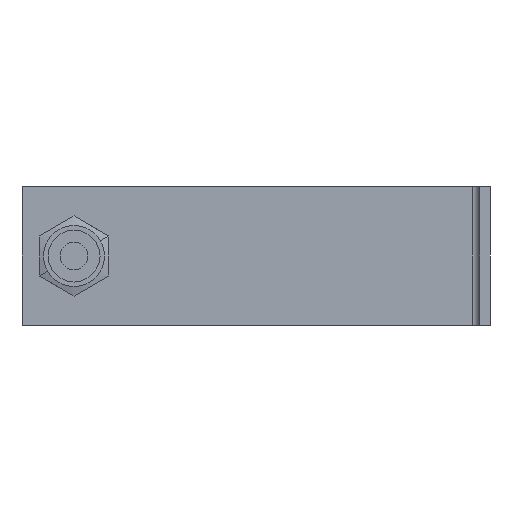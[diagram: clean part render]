
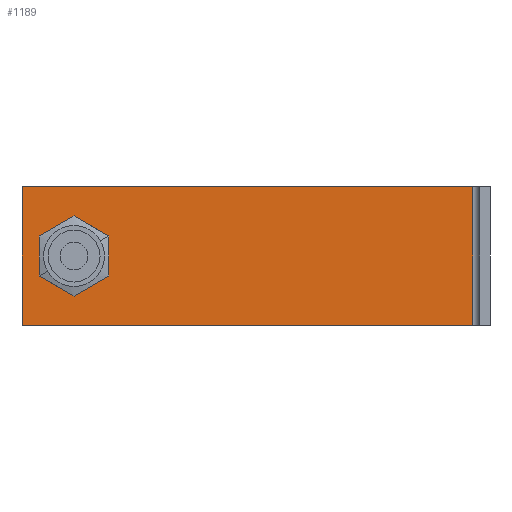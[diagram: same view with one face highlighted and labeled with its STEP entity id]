
A CAD part, left-side view. The second image highlights one B-rep face of the part: STEP entity #1189.
In plain terms, the highlighted planar face has unit normal (-1, 0, 0).
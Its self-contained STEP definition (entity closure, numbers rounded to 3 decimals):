
#515=CARTESIAN_POINT('',(12.0,45.0,-11.547));
#516=VERTEX_POINT('',#515);
#523=CARTESIAN_POINT('',(12.0,35.0,-5.774));
#524=VERTEX_POINT('',#523);
#525=CARTESIAN_POINT('',(12.0,35.0,-5.774));
#526=DIRECTION('',(0.0,0.866,-0.5));
#527=VECTOR('',#526,11.547);
#528=LINE('',#525,#527);
#529=EDGE_CURVE('',#524,#516,#528,.T.);
#546=CARTESIAN_POINT('',(12.0,55.0,-5.774));
#547=VERTEX_POINT('',#546);
#554=CARTESIAN_POINT('',(12.0,45.0,-11.547));
#555=DIRECTION('',(0.0,0.866,0.5));
#556=VECTOR('',#555,11.547);
#557=LINE('',#554,#556);
#558=EDGE_CURVE('',#516,#547,#557,.T.);
#570=CARTESIAN_POINT('',(12.0,55.0,5.774));
#571=VERTEX_POINT('',#570);
#578=CARTESIAN_POINT('',(12.0,55.0,-5.774));
#579=DIRECTION('',(0.0,0.0,1.0));
#580=VECTOR('',#579,11.547);
#581=LINE('',#578,#580);
#582=EDGE_CURVE('',#547,#571,#581,.T.);
#594=CARTESIAN_POINT('',(12.0,45.,11.547));
#595=VERTEX_POINT('',#594);
#602=CARTESIAN_POINT('',(12.0,55.0,5.774));
#603=DIRECTION('',(0.0,-0.866,0.5));
#604=VECTOR('',#603,11.547);
#605=LINE('',#602,#604);
#606=EDGE_CURVE('',#571,#595,#605,.T.);
#618=CARTESIAN_POINT('',(12.0,35.0,5.774));
#619=VERTEX_POINT('',#618);
#626=CARTESIAN_POINT('',(12.0,45.,11.547));
#627=DIRECTION('',(0.0,-0.866,-0.5));
#628=VECTOR('',#627,11.547);
#629=LINE('',#626,#628);
#630=EDGE_CURVE('',#595,#619,#629,.T.);
#643=CARTESIAN_POINT('',(12.0,35.0,5.774));
#644=DIRECTION('',(0.0,0.0,-1.0));
#645=VECTOR('',#644,11.547);
#646=LINE('',#643,#645);
#647=EDGE_CURVE('',#619,#524,#646,.T.);
#1123=CARTESIAN_POINT('',(12.0,-70.0,20.0));
#1124=VERTEX_POINT('',#1123);
#1132=CARTESIAN_POINT('',(12.0,-70.0,-20.0));
#1133=VERTEX_POINT('',#1132);
#1134=CARTESIAN_POINT('',(12.0,-70.0,-20.0));
#1135=DIRECTION('',(0.0,0.0,1.0));
#1136=VECTOR('',#1135,40.0);
#1137=LINE('',#1134,#1136);
#1138=EDGE_CURVE('',#1133,#1124,#1137,.T.);
#1151=CARTESIAN_POINT('',(12.0,-55.0,-20.0));
#1152=DIRECTION('',(-1.0,0.0,0.0));
#1153=DIRECTION('',(0.0,0.0,1.0));
#1154=AXIS2_PLACEMENT_3D('',#1151,#1152,#1153);
#1155=PLANE('',#1154);
#1156=CARTESIAN_POINT('',(12.0,60.0,20.0));
#1157=VERTEX_POINT('',#1156);
#1158=CARTESIAN_POINT('',(12.0,-70.0,20.0));
#1159=DIRECTION('',(0.0,1.0,0.0));
#1160=VECTOR('',#1159,130.0);
#1161=LINE('',#1158,#1160);
#1162=EDGE_CURVE('',#1124,#1157,#1161,.T.);
#1163=ORIENTED_EDGE('',*,*,#1162,.T.);
#1164=CARTESIAN_POINT('',(12.0,60.0,-20.0));
#1165=VERTEX_POINT('',#1164);
#1166=CARTESIAN_POINT('',(12.0,60.0,-20.0));
#1167=DIRECTION('',(0.0,0.0,1.0));
#1168=VECTOR('',#1167,40.0);
#1169=LINE('',#1166,#1168);
#1170=EDGE_CURVE('',#1165,#1157,#1169,.T.);
#1171=ORIENTED_EDGE('',*,*,#1170,.F.);
#1172=CARTESIAN_POINT('',(12.0,60.0,-20.0));
#1173=DIRECTION('',(0.0,-1.0,0.0));
#1174=VECTOR('',#1173,130.0);
#1175=LINE('',#1172,#1174);
#1176=EDGE_CURVE('',#1165,#1133,#1175,.T.);
#1177=ORIENTED_EDGE('',*,*,#1176,.T.);
#1178=ORIENTED_EDGE('',*,*,#1138,.T.);
#1179=EDGE_LOOP('',(#1163,#1171,#1177,#1178));
#1180=FACE_OUTER_BOUND('',#1179,.T.);
#1181=ORIENTED_EDGE('',*,*,#606,.T.);
#1182=ORIENTED_EDGE('',*,*,#630,.T.);
#1183=ORIENTED_EDGE('',*,*,#647,.T.);
#1184=ORIENTED_EDGE('',*,*,#529,.T.);
#1185=ORIENTED_EDGE('',*,*,#558,.T.);
#1186=ORIENTED_EDGE('',*,*,#582,.T.);
#1187=EDGE_LOOP('',(#1181,#1182,#1183,#1184,#1185,#1186));
#1188=FACE_BOUND('',#1187,.T.);
#1189=ADVANCED_FACE('',(#1180,#1188),#1155,.T.);
